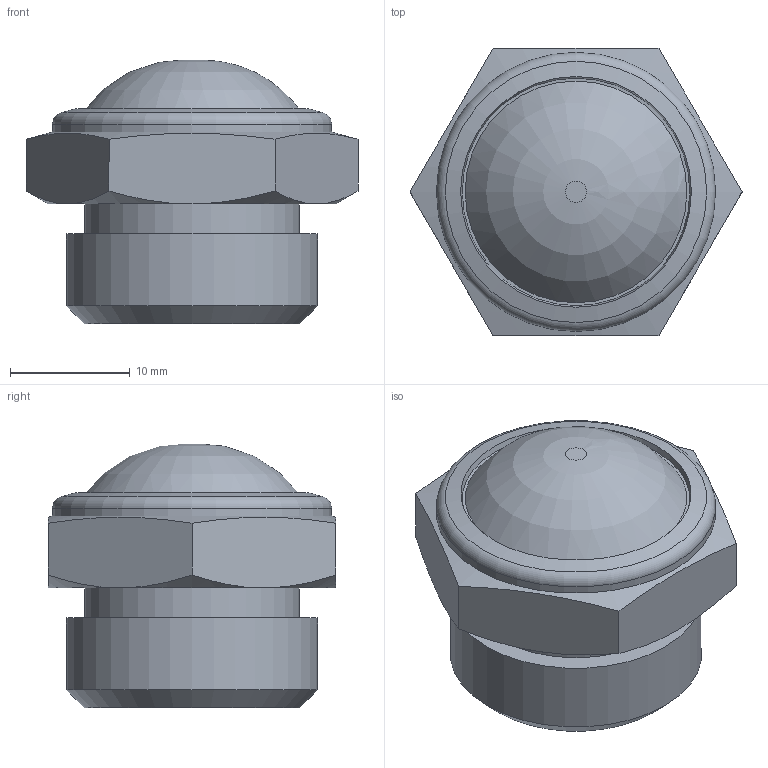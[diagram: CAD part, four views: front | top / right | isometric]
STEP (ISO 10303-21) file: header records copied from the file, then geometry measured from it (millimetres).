
FILE_DESCRIPTION(( 'MV.11X00.12.STP' ), '1');
FILE_NAME( 'MV.11X00.12.STP', '2018-10-03T16:43:00',( 'Sopra'),('sopra-pneumatic.com'), 'SwSTEP 2.0','SolidWorks 2009','' );
FILE_SCHEMA (('AUTOMOTIVE_DESIGN { 1 0 10303 214 1 1 1 1 }'));
Length unit declared in the file: millimetre
Products named in the file (3): Root; Stutzen; Metallgeflecht
Assembly tree (2 placements, depth 2):
  Root
    Stutzen
    Metallgeflecht
Bounding box: 27.71 x 24 x 22 mm (x, y, z)
Volume: 3690.7 mm3; surface area: 4142.6 mm2
Topology: 2 solids, 2 shells, 40 faces, 81 edges, 50 vertices
Faces by surface type: plane 15, cone 13, cylinder 7, torus 5
Full cylindrical faces by diameter (mm): 15.2 x1, 17.9 x1, 20.3 x1, 20.955 x1, 22.3 x2, 23.3 x1
Entity records: 1534 total; most frequent: DIRECTION 194, CARTESIAN_POINT 144, PRESENTATION_STYLE_ASSIGNMENT 114, COLOUR_RGB 114, DRAUGHTING_PRE_DEFINED_CURVE_FONT 112, CURVE_STYLE 112, OVER_RIDING_STYLED_ITEM 112, ORIENTED_EDGE 112
